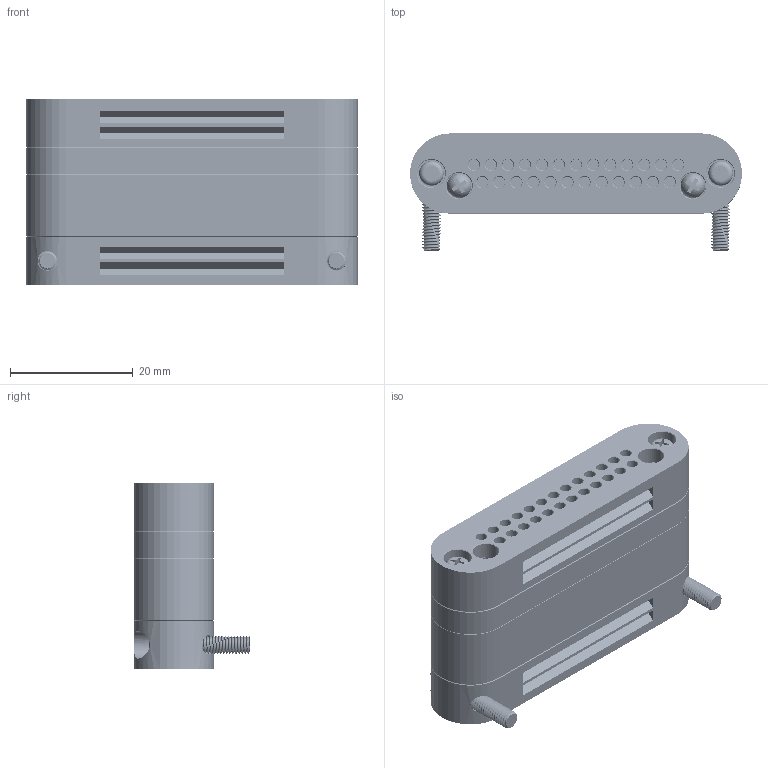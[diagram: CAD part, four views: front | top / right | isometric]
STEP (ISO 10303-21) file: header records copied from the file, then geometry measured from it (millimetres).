
FILE_DESCRIPTION (( 'STEP AP214' ), '1' );
FILE_NAME ('VCT-D25-PEEK.STEP', '2025-03-20T07:58:48', ( '' ), ( '' ), 'SwSTEP 2.0', 'SolidWorks 2020', '' );
FILE_SCHEMA (( 'AUTOMOTIVE_DESIGN' ));
Length unit declared in the file: millimetre
Products named in the file (11): VCT-D25-PEEK-001; XF-D25-01; VCT-D25-PEEK-002; CMG-D1005-01; SCRW-M3; XF-D25-PEEK; XF-D25-02; 俋楷耀倰-CFG-D1005; SCRW-M3-L15; VCT-D25-PEEK
Assembly tree (64 placements, depth 3):
  VCT-D25-PEEK
    XF-D25-PEEK
      XF-D25-01
      XF-D25-02
      SCRW-M3  x2
      俋楷耀倰-CFG-D1005  x25
    VCT-D25-PEEK-001
      VCT-D25-PEEK-001
      VCT-D25-PEEK-002
      SCRW-M3  x2
      CMG-D1005-01  x25
      SCRW-M3-L15  x2
    SCRW-M3-L15  x2
Bounding box: 54 x 19 x 30.3 mm (x, y, z)
Volume: 18469.2 mm3; surface area: 21091.5 mm2
Topology: 62 solids, 62 shells, 1799 faces, 4409 edges, 2951 vertices
Faces by surface type: cylinder 741, plane 652, cone 327, bspline 42, torus 37
Full cylindrical faces by diameter (mm): 0.8 x25, 0.95 x25, 1 x25, 1.2 x25, 1.56 x25, 1.6 x25, 1.66 x25, 1.8 x75, 2.2 x25, 2.22 x25, 2.3 x26, 2.4 x50, 3 x184, 3.2 x6, 4 x8, 4.2 x4, 4.5 x4
Entity records: 38751 total; most frequent: CARTESIAN_POINT 20237, DIRECTION 3572, ORIENTED_EDGE 3208, EDGE_CURVE 1604, EDGE_LOOP 1497, AXIS2_PLACEMENT_3D 1478, VERTEX_POINT 1405, FACE_OUTER_BOUND 924
